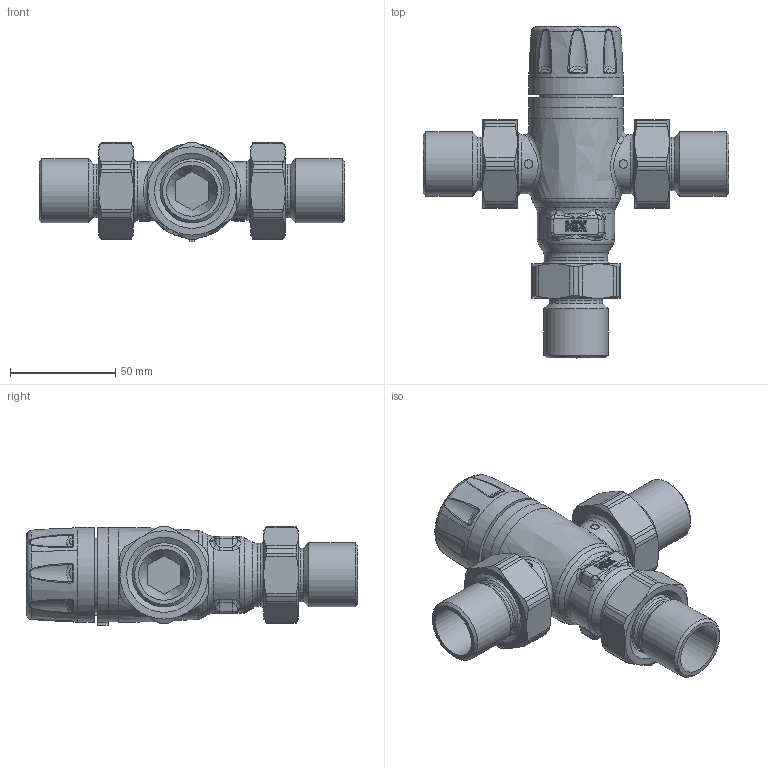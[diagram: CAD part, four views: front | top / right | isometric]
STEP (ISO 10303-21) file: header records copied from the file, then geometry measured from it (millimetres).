
FILE_DESCRIPTION(/* description */ (''),/* implementation_level */ '2;1');
FILE_NAME(/* name */ '521600A_Simplify_1.stp',/* time_stamp */ '2025-08-01T12:06:15-05:00',/* author */ ('ischreiner'),/* organization */ (''),/* preprocessor_version */ 'ST-DEVELOPER v20',/* originating_system */ 'Autodesk Inventor 2025',/* authorisation */ '');
FILE_SCHEMA (('AUTOMOTIVE_DESIGN { 1 0 10303 214 3 1 1 }'));
Length unit declared in the file: inch
Products named in the file (1): 521600A_Simplify_1
Bounding box: 145.14 x 157.62 x 46.92 mm (x, y, z)
Volume: 255535.4 mm3; surface area: 60925.2 mm2
Topology: 7 solids, 7 shells, 1369 faces, 3197 edges, 1771 vertices
Faces by surface type: bspline 511, cylinder 396, plane 256, cone 93, sphere 68, torus 45
Full cylindrical faces by diameter (mm): 2 x1, 4 x2, 8 x1, 9 x1, 24.13 x3, 25.4 x3, 27.94 x3, 28 x2, 30 x1, 30.048 x3, 30.3 x3, 30.48 x6, 31 x1, 33.1 x3, 45 x2
Entity records: 77671 total; most frequent: CARTESIAN_POINT 48229, ORIENTED_EDGE 6182, DIRECTION 5312, EDGE_CURVE 3091, AXIS2_PLACEMENT_3D 2183, VERTEX_POINT 1771, EDGE_LOOP 1410, STYLED_ITEM 1376
